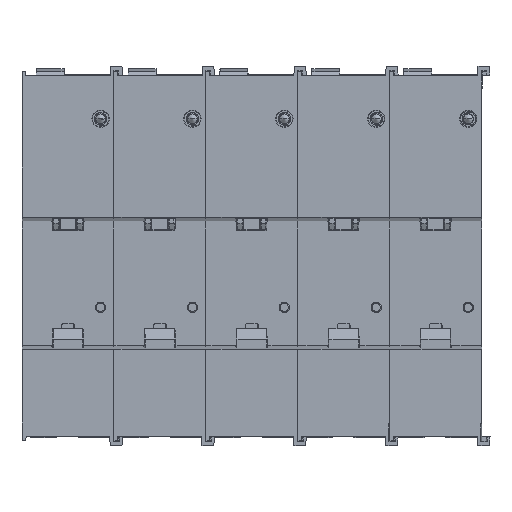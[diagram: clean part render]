
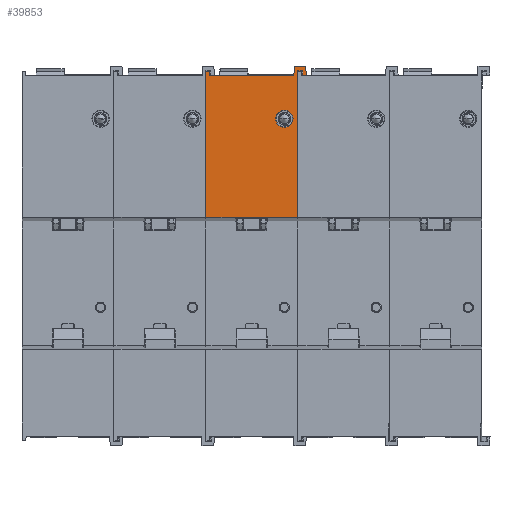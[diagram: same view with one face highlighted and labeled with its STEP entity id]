
A CAD part, top view. The second image highlights one B-rep face of the part: STEP entity #39853.
In plain terms, the highlighted planar face has unit normal (0, 0, 1).
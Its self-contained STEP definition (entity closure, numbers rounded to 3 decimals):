
#37090=DIRECTION('',(0.,-1.,0.));
#37091=VECTOR('',#37090,37.629);
#37092=CARTESIAN_POINT('',(-64.,104.2,-3.46));
#37093=LINE('',#37092,#37091);
#37324=DIRECTION('',(-1.,0.,0.));
#37325=VECTOR('',#37324,26.8);
#37326=CARTESIAN_POINT('',(-64.,66.571,-3.46));
#37327=LINE('',#37326,#37325);
#37352=DIRECTION('',(0.,1.,0.));
#37353=VECTOR('',#37352,42.379);
#37354=CARTESIAN_POINT('',(-90.8,66.571,-3.46));
#37355=LINE('',#37354,#37353);
#37356=DIRECTION('',(0.017,-1.,0.));
#37357=VECTOR('',#37356,1.2);
#37358=CARTESIAN_POINT('',(-89.71,108.95,-3.46));
#37359=LINE('',#37358,#37357);
#37360=DIRECTION('',(-1.,0.,0.));
#37361=VECTOR('',#37360,24.578);
#37362=CARTESIAN_POINT('',(-65.111,107.75,-3.46));
#37363=LINE('',#37362,#37361);
#37364=DIRECTION('',(-0.017,-1.,0.));
#37365=VECTOR('',#37364,2.75);
#37366=CARTESIAN_POINT('',(-65.063,110.5,-3.46));
#37367=LINE('',#37366,#37365);
#37368=DIRECTION('',(-0.038,0.999,0.));
#37369=VECTOR('',#37368,2.531);
#37370=CARTESIAN_POINT('',(-61.553,107.971,-3.46));
#37371=LINE('',#37370,#37369);
#37372=DIRECTION('',(-0.038,0.999,0.));
#37373=VECTOR('',#37372,1.238);
#37374=CARTESIAN_POINT('',(-62.552,107.963,-3.46));
#37375=LINE('',#37374,#37373);
#37376=CARTESIAN_POINT('',(-67.9,95.25,-3.46));
#37377=DIRECTION('',(0.,0.,-1.));
#37378=DIRECTION('',(-1.,0.,0.));
#37379=AXIS2_PLACEMENT_3D('',#37376,#37377,#37378);
#37381=CARTESIAN_POINT('',(-67.9,95.25,-3.46));
#37382=DIRECTION('',(0.,0.,-1.));
#37383=DIRECTION('',(1.,0.,0.));
#37384=AXIS2_PLACEMENT_3D('',#37381,#37382,#37383);
#37390=DIRECTION('',(1.,0.,0.));
#37391=VECTOR('',#37390,1.09);
#37392=CARTESIAN_POINT('',(-90.8,108.95,-3.46));
#37393=LINE('',#37392,#37391);
#37560=DIRECTION('',(0.,-1.,0.));
#37561=VECTOR('',#37560,5.);
#37562=CARTESIAN_POINT('',(-64.,109.2,-3.46));
#37563=LINE('',#37562,#37561);
#37576=DIRECTION('',(-1.,0.,0.));
#37577=VECTOR('',#37576,1.4);
#37578=CARTESIAN_POINT('',(-62.6,109.2,-3.46));
#37579=LINE('',#37578,#37577);
#37584=DIRECTION('',(-1.,-0.009,0.));
#37585=VECTOR('',#37584,1.);
#37586=CARTESIAN_POINT('',(-61.553,107.971,-3.46));
#37587=LINE('',#37586,#37585);
#37604=DIRECTION('',(1.,0.,0.));
#37605=VECTOR('',#37604,3.413);
#37606=CARTESIAN_POINT('',(-65.063,110.5,-3.46));
#37607=LINE('',#37606,#37605);
#38342=CARTESIAN_POINT('',(-89.71,108.95,-3.46));
#38344=VERTEX_POINT('',#38342);
#38348=CARTESIAN_POINT('',(-90.8,108.95,-3.46));
#38349=VERTEX_POINT('',#38348);
#38362=CARTESIAN_POINT('',(-62.6,109.2,-3.46));
#38363=VERTEX_POINT('',#38362);
#38364=CARTESIAN_POINT('',(-62.552,107.963,-3.46));
#38366=VERTEX_POINT('',#38364);
#38540=CARTESIAN_POINT('',(-90.8,66.571,-3.46));
#38541=VERTEX_POINT('',#38540);
#38544=CARTESIAN_POINT('',(-89.689,107.75,-3.46));
#38545=VERTEX_POINT('',#38544);
#38684=CARTESIAN_POINT('',(-65.111,107.75,-3.46));
#38685=VERTEX_POINT('',#38684);
#38706=CARTESIAN_POINT('',(-65.063,110.5,-3.46));
#38707=VERTEX_POINT('',#38706);
#38708=CARTESIAN_POINT('',(-64.,66.571,-3.46));
#38709=VERTEX_POINT('',#38708);
#38710=CARTESIAN_POINT('',(-64.,104.2,-3.46));
#38711=VERTEX_POINT('',#38710);
#38712=CARTESIAN_POINT('',(-64.,109.2,-3.46));
#38713=VERTEX_POINT('',#38712);
#38714=CARTESIAN_POINT('',(-61.553,107.971,-3.46));
#38715=VERTEX_POINT('',#38714);
#38716=CARTESIAN_POINT('',(-61.65,110.5,-3.46));
#38717=VERTEX_POINT('',#38716);
#38718=CARTESIAN_POINT('',(-70.414,95.25,-3.46));
#38719=CARTESIAN_POINT('',(-65.386,95.25,-3.46));
#38720=VERTEX_POINT('',#38718);
#38721=VERTEX_POINT('',#38719);
#39816=CARTESIAN_POINT('',(-90.8,27.996,-3.46));
#39817=DIRECTION('',(0.,0.,1.));
#39818=DIRECTION('',(1.,0.,0.));
#39819=AXIS2_PLACEMENT_3D('',#39816,#39817,#39818);
#39820=PLANE('',#39819);
#39821=ORIENTED_EDGE('',*,*,#39793,.T.);
#39823=ORIENTED_EDGE('',*,*,#39822,.T.);
#39825=ORIENTED_EDGE('',*,*,#39824,.T.);
#39827=ORIENTED_EDGE('',*,*,#39826,.T.);
#39829=ORIENTED_EDGE('',*,*,#39828,.F.);
#39831=ORIENTED_EDGE('',*,*,#39830,.F.);
#39833=ORIENTED_EDGE('',*,*,#39832,.T.);
#39835=ORIENTED_EDGE('',*,*,#39834,.F.);
#39837=ORIENTED_EDGE('',*,*,#39836,.T.);
#39839=ORIENTED_EDGE('',*,*,#39838,.T.);
#39841=ORIENTED_EDGE('',*,*,#39840,.T.);
#39843=ORIENTED_EDGE('',*,*,#39842,.T.);
#39844=ORIENTED_EDGE('',*,*,#39591,.T.);
#39845=EDGE_LOOP('',(#39821,#39823,#39825,#39827,#39829,#39831,#39833,#39835,
#39837,#39839,#39841,#39843,#39844));
#39846=FACE_OUTER_BOUND('',#39845,.F.);
#39848=ORIENTED_EDGE('',*,*,#39847,.F.);
#39850=ORIENTED_EDGE('',*,*,#39849,.F.);
#39851=EDGE_LOOP('',(#39848,#39850));
#39852=FACE_BOUND('',#39851,.F.);
#39853=ADVANCED_FACE('',(#39846,#39852),#39820,.T.);
#37380=CIRCLE('',#37379,2.514);
#37385=CIRCLE('',#37384,2.514);
#39591=EDGE_CURVE('',#38711,#38709,#37093,.T.);
#39793=EDGE_CURVE('',#38709,#38541,#37327,.T.);
#39822=EDGE_CURVE('',#38541,#38349,#37355,.T.);
#39824=EDGE_CURVE('',#38349,#38344,#37393,.T.);
#39826=EDGE_CURVE('',#38344,#38545,#37359,.T.);
#39828=EDGE_CURVE('',#38685,#38545,#37363,.T.);
#39830=EDGE_CURVE('',#38707,#38685,#37367,.T.);
#39832=EDGE_CURVE('',#38707,#38717,#37607,.T.);
#39834=EDGE_CURVE('',#38715,#38717,#37371,.T.);
#39836=EDGE_CURVE('',#38715,#38366,#37587,.T.);
#39838=EDGE_CURVE('',#38366,#38363,#37375,.T.);
#39840=EDGE_CURVE('',#38363,#38713,#37579,.T.);
#39842=EDGE_CURVE('',#38713,#38711,#37563,.T.);
#39847=EDGE_CURVE('',#38720,#38721,#37380,.T.);
#39849=EDGE_CURVE('',#38721,#38720,#37385,.T.);
